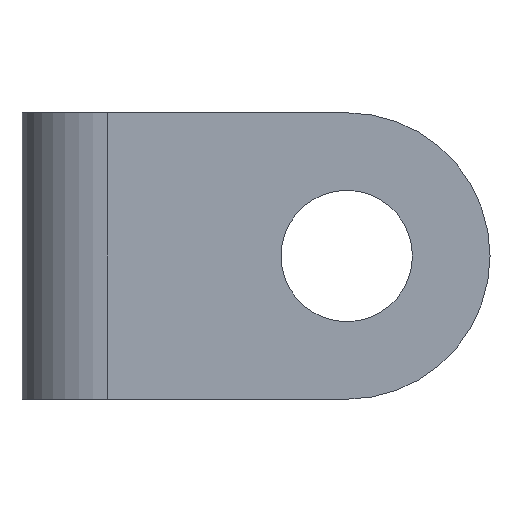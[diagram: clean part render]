
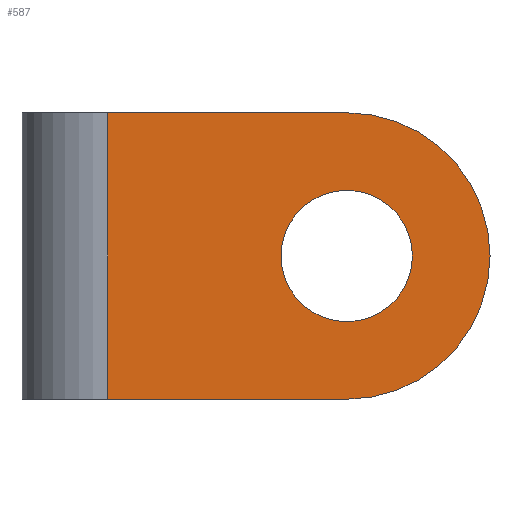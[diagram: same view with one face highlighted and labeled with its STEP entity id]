
A CAD part, front view. The second image highlights one B-rep face of the part: STEP entity #587.
In plain terms, the highlighted planar face has unit normal (0, -1, 0).
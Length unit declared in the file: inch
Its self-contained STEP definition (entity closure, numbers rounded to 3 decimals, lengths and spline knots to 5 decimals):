
#2 = DIRECTION ( 'NONE',  ( 0., 1., 0. ) ) ;
#10 = CARTESIAN_POINT ( 'NONE',  ( 0.3125, -0.1125, 0. ) ) ;
#43 = VECTOR ( 'NONE', #649, 39.37008 ) ;
#47 = CARTESIAN_POINT ( 'NONE',  ( 0., -0.1125, -0.1875 ) ) ;
#71 = CIRCLE ( 'NONE', #96, 0.08594 ) ;
#82 = CARTESIAN_POINT ( 'NONE',  ( 0.3125, -0.1125, 0. ) ) ;
#90 = DIRECTION ( 'NONE',  ( 0., 1., 0. ) ) ;
#96 = AXIS2_PLACEMENT_3D ( 'NONE', #82, #2, #745 ) ;
#97 = DIRECTION ( 'NONE',  ( 0., 0., -1. ) ) ;
#100 = VECTOR ( 'NONE', #613, 39.37008 ) ;
#157 = FACE_OUTER_BOUND ( 'NONE', #281, .T. ) ;
#160 = FACE_BOUND ( 'NONE', #366, .T. ) ;
#204 = CIRCLE ( 'NONE', #404, 0.1875 ) ;
#205 = LINE ( 'NONE', #304, #212 ) ;
#212 = VECTOR ( 'NONE', #97, 39.37008 ) ;
#232 = PLANE ( 'NONE',  #469 ) ;
#242 = ORIENTED_EDGE ( 'NONE', *, *, #711, .F. ) ;
#274 = ORIENTED_EDGE ( 'NONE', *, *, #719, .T. ) ;
#275 = VERTEX_POINT ( 'NONE', #323 ) ;
#281 = EDGE_LOOP ( 'NONE', ( #325, #242, #636, #374 ) ) ;
#291 = AXIS2_PLACEMENT_3D ( 'NONE', #10, #90, #583 ) ;
#296 = CIRCLE ( 'NONE', #291, 0.08594 ) ;
#298 = VERTEX_POINT ( 'NONE', #460 ) ;
#304 = CARTESIAN_POINT ( 'NONE',  ( 0., -0.1125, 0.1875 ) ) ;
#305 = DIRECTION ( 'NONE',  ( 0., 1., 0. ) ) ;
#321 = EDGE_CURVE ( 'NONE', #275, #298, #71, .T. ) ;
#323 = CARTESIAN_POINT ( 'NONE',  ( 0.3125, -0.1125, -0.08594 ) ) ;
#325 = ORIENTED_EDGE ( 'NONE', *, *, #630, .F. ) ;
#341 = ORIENTED_EDGE ( 'NONE', *, *, #321, .T. ) ;
#353 = VERTEX_POINT ( 'NONE', #599 ) ;
#366 = EDGE_LOOP ( 'NONE', ( #274, #341 ) ) ;
#374 = ORIENTED_EDGE ( 'NONE', *, *, #760, .T. ) ;
#404 = AXIS2_PLACEMENT_3D ( 'NONE', #597, #502, #426 ) ;
#426 = DIRECTION ( 'NONE',  ( -1., 0., 0. ) ) ;
#446 = VERTEX_POINT ( 'NONE', #596 ) ;
#449 = CARTESIAN_POINT ( 'NONE',  ( 0., -0.1125, 0.1875 ) ) ;
#460 = CARTESIAN_POINT ( 'NONE',  ( 0.3125, -0.1125, 0.08594 ) ) ;
#461 = DIRECTION ( 'NONE',  ( -1., 0., 0. ) ) ;
#468 = VERTEX_POINT ( 'NONE', #47 ) ;
#469 = AXIS2_PLACEMENT_3D ( 'NONE', #449, #305, #461 ) ;
#473 = CARTESIAN_POINT ( 'NONE',  ( 0., -0.1125, 0.1875 ) ) ;
#479 = VERTEX_POINT ( 'NONE', #494 ) ;
#494 = CARTESIAN_POINT ( 'NONE',  ( 0.3125, -0.1125, -0.1875 ) ) ;
#501 = LINE ( 'NONE', #473, #100 ) ;
#502 = DIRECTION ( 'NONE',  ( 0., 1., 0. ) ) ;
#583 = DIRECTION ( 'NONE',  ( 0., 0., 1. ) ) ;
#587 = ADVANCED_FACE ( 'NONE', ( #160, #157 ), #232, .F. ) ;
#596 = CARTESIAN_POINT ( 'NONE',  ( 0.3125, -0.1125, 0.1875 ) ) ;
#597 = CARTESIAN_POINT ( 'NONE',  ( 0.3125, -0.1125, 0. ) ) ;
#599 = CARTESIAN_POINT ( 'NONE',  ( 0., -0.1125, 0.1875 ) ) ;
#613 = DIRECTION ( 'NONE',  ( 1., 0., 0. ) ) ;
#630 = EDGE_CURVE ( 'NONE', #446, #479, #204, .T. ) ;
#636 = ORIENTED_EDGE ( 'NONE', *, *, #664, .T. ) ;
#649 = DIRECTION ( 'NONE',  ( 1., 0., 0. ) ) ;
#664 = EDGE_CURVE ( 'NONE', #353, #468, #205, .T. ) ;
#677 = CARTESIAN_POINT ( 'NONE',  ( 0., -0.1125, -0.1875 ) ) ;
#711 = EDGE_CURVE ( 'NONE', #353, #446, #501, .T. ) ;
#714 = LINE ( 'NONE', #677, #43 ) ;
#719 = EDGE_CURVE ( 'NONE', #298, #275, #296, .T. ) ;
#745 = DIRECTION ( 'NONE',  ( 0., 0., 1. ) ) ;
#760 = EDGE_CURVE ( 'NONE', #468, #479, #714, .T. ) ;
